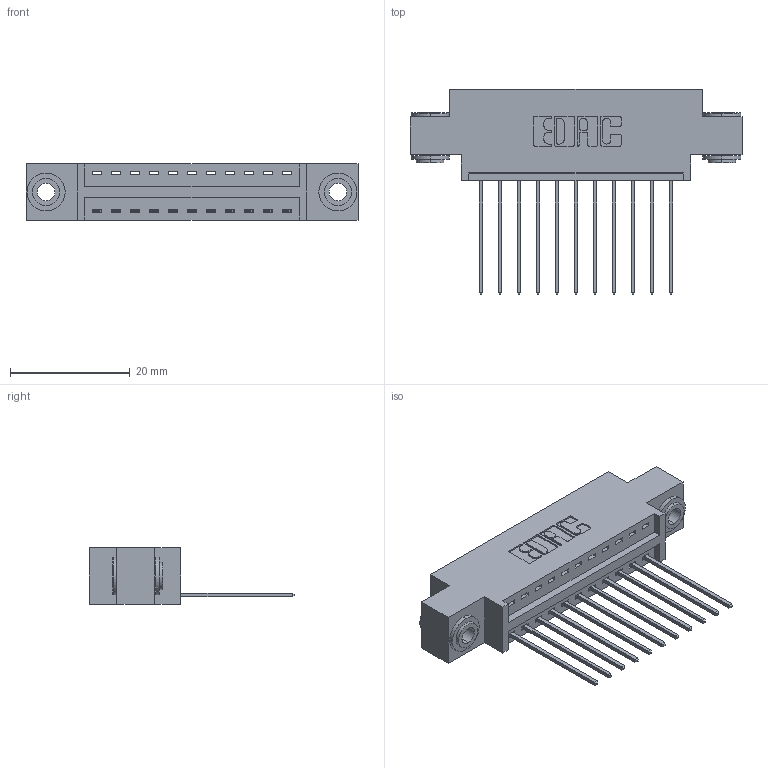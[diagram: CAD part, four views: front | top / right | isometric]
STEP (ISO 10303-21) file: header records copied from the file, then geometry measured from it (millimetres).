
FILE_DESCRIPTION (( 'STEP AP203' ), '1' );
FILE_NAME ('346-011-541-603.STEP', '2022-05-05T01:39:19', ( '' ), ( '' ), 'SwSTEP 2.0', 'SolidWorks 2020', '' );
FILE_SCHEMA (( 'CONFIG_CONTROL_DESIGN' ));
Length unit declared in the file: inch
Products named in the file (4): 345-292-001_345-293-141; 346 Part_0.170 Offset - 0.156 Dia-TH; 346-011-541-603; 345-250-002_345-250-002-102
Assembly tree (14 placements, depth 2):
  346-011-541-603
    346 Part_0.170 Offset - 0.156 Dia-TH
    345-292-001_345-293-141  x11
    345-250-002_345-250-002-102  x2
Bounding box: 55.5 x 34.29 x 9.4 mm (x, y, z)
Volume: 4981.9 mm3; surface area: 6520.8 mm2
Topology: 14 solids, 14 shells, 816 faces, 2389 edges, 1574 vertices
Faces by surface type: plane 544, cylinder 264, cone 8
Entity records: 12216 total; most frequent: CARTESIAN_POINT 2086, ORIENTED_EDGE 2022, DIRECTION 1907, EDGE_CURVE 1011, VECTOR 811, LINE 811, VERTEX_POINT 670, AXIS2_PLACEMENT_3D 548
